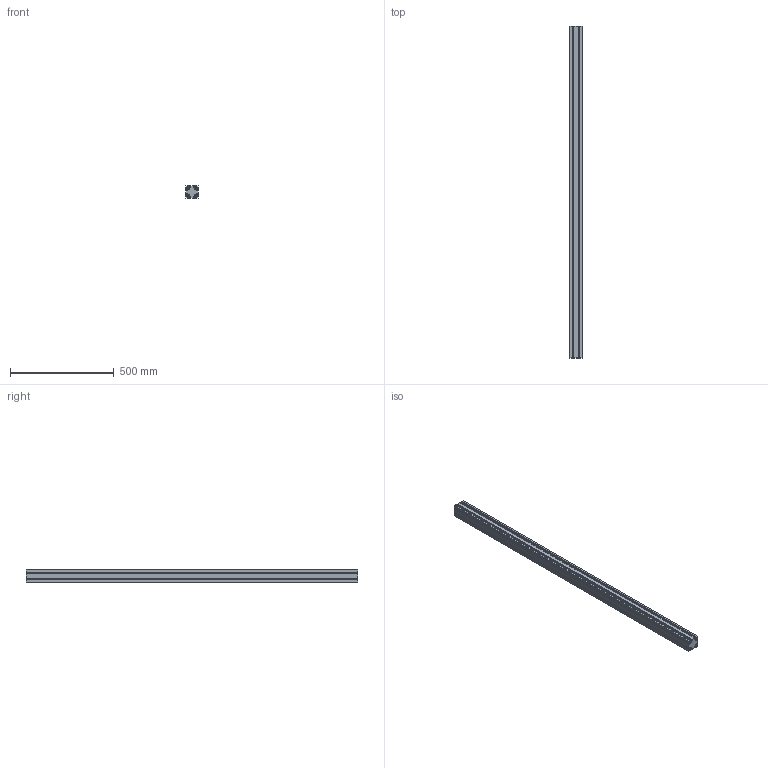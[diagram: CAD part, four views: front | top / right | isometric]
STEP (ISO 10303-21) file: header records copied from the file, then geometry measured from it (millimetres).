
FILE_DESCRIPTION(('STEP AP214'),'1');
FILE_NAME('cctmp_6E7D1CF1-92E9-4C6E-83FE-F80C057F4597_2019_12_18_17_56_53_965..stp','2019-12-18T16:56:54',('item Industrietechnik GmbH'),('CADClick - www.CADClick.com'),'Spatial InterOp 3D',' ','unknown authorization');
FILE_SCHEMA(('AUTOMOTIVE_DESIGN'));
Length unit declared in the file: millimetre
Products named in the file (1): item_0041909_Profile 6 60x60 light_L=1600
Bounding box: 60 x 1600 x 60 mm (x, y, z)
Volume: 4140147.2 mm3; surface area: 976990.1 mm2
Topology: 1 solids, 1 shells, 222 faces, 660 edges, 440 vertices
Faces by surface type: plane 118, cylinder 104
Entity records: 9308 total; most frequent: CARTESIAN_POINT 1323, ORIENTED_EDGE 1320, DIRECTION 1314, EDGE_CURVE 660, LINE 452, VECTOR 452, VERTEX_POINT 440, AXIS2_PLACEMENT_3D 431
